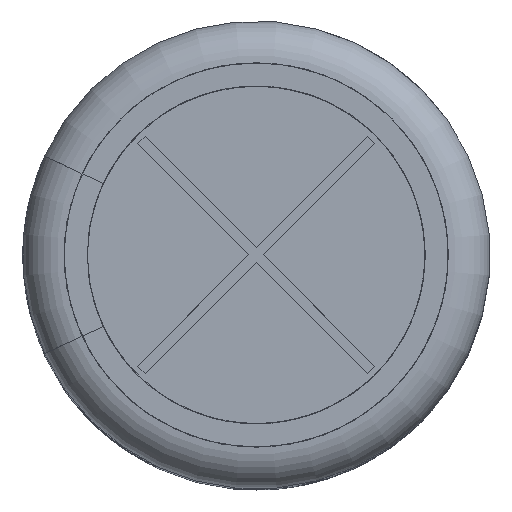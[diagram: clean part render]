
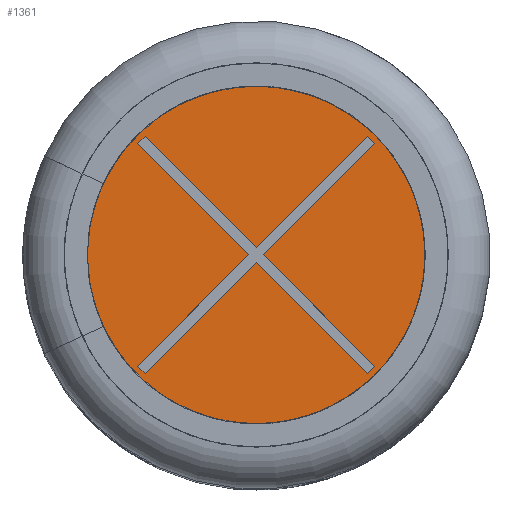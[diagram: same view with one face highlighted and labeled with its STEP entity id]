
A CAD part, top view. The second image highlights one B-rep face of the part: STEP entity #1361.
In plain terms, the highlighted planar face has unit normal (0, 0, 1).
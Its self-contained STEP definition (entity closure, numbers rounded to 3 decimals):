
#1361 = ADVANCED_FACE( '', ( #2920, #2921 ), #2922, .T. );
#2920 = FACE_OUTER_BOUND( '', #10251, .T. );
#2921 = FACE_BOUND( '', #10252, .T. );
#2922 = PLANE( '', #10253 );
#10251 = EDGE_LOOP( '', ( #14743 ) );
#10252 = EDGE_LOOP( '', ( #14744, #14745, #14746, #14747, #14748, #14749, #14750, #14751, #14752, #14753, #14754, #14755 ) );
#10253 = AXIS2_PLACEMENT_3D( '', #14756, #14757, #14758 );
#14743 = ORIENTED_EDGE( '', *, *, #15900, .F. );
#14744 = ORIENTED_EDGE( '', *, *, #15615, .T. );
#14745 = ORIENTED_EDGE( '', *, *, #15592, .T. );
#14746 = ORIENTED_EDGE( '', *, *, #17111, .T. );
#14747 = ORIENTED_EDGE( '', *, *, #16536, .T. );
#14748 = ORIENTED_EDGE( '', *, *, #16501, .T. );
#14749 = ORIENTED_EDGE( '', *, *, #15703, .T. );
#14750 = ORIENTED_EDGE( '', *, *, #16583, .T. );
#14751 = ORIENTED_EDGE( '', *, *, #16997, .T. );
#14752 = ORIENTED_EDGE( '', *, *, #16692, .T. );
#14753 = ORIENTED_EDGE( '', *, *, #16467, .T. );
#14754 = ORIENTED_EDGE( '', *, *, #17225, .T. );
#14755 = ORIENTED_EDGE( '', *, *, #16587, .T. );
#14756 = CARTESIAN_POINT( '', ( -5.343, 0., 24.78 ) );
#14757 = DIRECTION( '', ( 0., 0., 1. ) );
#14758 = DIRECTION( '', ( 1., 0., 0. ) );
#15592 = EDGE_CURVE( '', #17381, #17382, #17383, .T. );
#15615 = EDGE_CURVE( '', #17422, #17381, #17423, .T. );
#15703 = EDGE_CURVE( '', #17578, #17579, #17580, .T. );
#15900 = EDGE_CURVE( '', #17925, #17925, #17926, .T. );
#16467 = EDGE_CURVE( '', #18879, #18880, #18881, .T. );
#16501 = EDGE_CURVE( '', #18930, #17578, #18931, .T. );
#16536 = EDGE_CURVE( '', #18977, #18930, #18978, .T. );
#16583 = EDGE_CURVE( '', #17579, #19053, #19054, .T. );
#16587 = EDGE_CURVE( '', #19059, #17422, #19060, .T. );
#16692 = EDGE_CURVE( '', #19215, #18879, #19216, .T. );
#16997 = EDGE_CURVE( '', #19053, #19215, #19610, .T. );
#17111 = EDGE_CURVE( '', #17382, #18977, #19739, .T. );
#17225 = EDGE_CURVE( '', #18880, #19059, #19871, .T. );
#17381 = VERTEX_POINT( '', #20033 );
#17382 = VERTEX_POINT( '', #20034 );
#17383 = LINE( '', #20035, #20036 );
#17422 = VERTEX_POINT( '', #20088 );
#17423 = LINE( '', #20089, #20090 );
#17578 = VERTEX_POINT( '', #20325 );
#17579 = VERTEX_POINT( '', #20326 );
#17580 = LINE( '', #20327, #20328 );
#17925 = VERTEX_POINT( '', #21126 );
#17926 = CIRCLE( '', #21127, 5.343 );
#18879 = VERTEX_POINT( '', #23753 );
#18880 = VERTEX_POINT( '', #23754 );
#18881 = LINE( '', #23755, #23756 );
#18930 = VERTEX_POINT( '', #23866 );
#18931 = LINE( '', #23867, #23868 );
#18977 = VERTEX_POINT( '', #23936 );
#18978 = LINE( '', #23937, #23938 );
#19053 = VERTEX_POINT( '', #24049 );
#19054 = LINE( '', #24050, #24051 );
#19059 = VERTEX_POINT( '', #24058 );
#19060 = LINE( '', #24059, #24060 );
#19215 = VERTEX_POINT( '', #24456 );
#19216 = LINE( '', #24457, #24458 );
#19610 = LINE( '', #25557, #25558 );
#19739 = LINE( '', #25897, #25898 );
#19871 = LINE( '', #26204, #26205 );
#20033 = CARTESIAN_POINT( '', ( -3.088, 3.292, 24.78 ) );
#20034 = CARTESIAN_POINT( '', ( 0., 0.204, 24.78 ) );
#20035 = CARTESIAN_POINT( '', ( 0., 0.204, 24.78 ) );
#20036 = VECTOR( '', #26431, 1000. );
#20088 = CARTESIAN_POINT( '', ( -3.292, 3.088, 24.78 ) );
#20089 = CARTESIAN_POINT( '', ( -3.088, 3.292, 24.78 ) );
#20090 = VECTOR( '', #26456, 1000. );
#20325 = CARTESIAN_POINT( '', ( 0.204, 0., 24.78 ) );
#20326 = CARTESIAN_POINT( '', ( 3.292, -3.088, 24.78 ) );
#20327 = CARTESIAN_POINT( '', ( 0.204, 0., 24.78 ) );
#20328 = VECTOR( '', #26542, 1000. );
#21126 = CARTESIAN_POINT( '', ( -5.343, 0., 24.78 ) );
#21127 = AXIS2_PLACEMENT_3D( '', #26745, #26746, #26747 );
#23753 = CARTESIAN_POINT( '', ( -3.088, -3.292, 24.78 ) );
#23754 = CARTESIAN_POINT( '', ( -3.292, -3.088, 24.78 ) );
#23755 = CARTESIAN_POINT( '', ( -3.088, -3.292, 24.78 ) );
#23756 = VECTOR( '', #27376, 1000. );
#23866 = CARTESIAN_POINT( '', ( 3.292, 3.088, 24.78 ) );
#23867 = CARTESIAN_POINT( '', ( 0.204, 0., 24.78 ) );
#23868 = VECTOR( '', #27405, 1000. );
#23936 = CARTESIAN_POINT( '', ( 3.088, 3.292, 24.78 ) );
#23937 = CARTESIAN_POINT( '', ( 3.292, 3.088, 24.78 ) );
#23938 = VECTOR( '', #27434, 1000. );
#24049 = CARTESIAN_POINT( '', ( 3.088, -3.292, 24.78 ) );
#24050 = CARTESIAN_POINT( '', ( 3.292, -3.088, 24.78 ) );
#24051 = VECTOR( '', #27505, 1000. );
#24058 = CARTESIAN_POINT( '', ( -0.204, 0., 24.78 ) );
#24059 = CARTESIAN_POINT( '', ( -0.204, 0., 24.78 ) );
#24060 = VECTOR( '', #27508, 1000. );
#24456 = CARTESIAN_POINT( '', ( 0., -0.204, 24.78 ) );
#24457 = CARTESIAN_POINT( '', ( 0., -0.204, 24.78 ) );
#24458 = VECTOR( '', #27607, 1000. );
#25557 = CARTESIAN_POINT( '', ( 0., -0.204, 24.78 ) );
#25558 = VECTOR( '', #27844, 1000. );
#25897 = CARTESIAN_POINT( '', ( 0., 0.204, 24.78 ) );
#25898 = VECTOR( '', #27908, 1000. );
#26204 = CARTESIAN_POINT( '', ( -0.204, 0., 24.78 ) );
#26205 = VECTOR( '', #27985, 1000. );
#26431 = DIRECTION( '', ( 0.707, -0.707, 0. ) );
#26456 = DIRECTION( '', ( 0.707, 0.707, 0. ) );
#26542 = DIRECTION( '', ( 0.707, -0.707, 0. ) );
#26745 = CARTESIAN_POINT( '', ( 0., 0., 24.78 ) );
#26746 = DIRECTION( '', ( 0., 0., -1. ) );
#26747 = DIRECTION( '', ( -1., 0., 0. ) );
#27376 = DIRECTION( '', ( -0.707, 0.707, 0. ) );
#27405 = DIRECTION( '', ( -0.707, -0.707, 0. ) );
#27434 = DIRECTION( '', ( 0.707, -0.707, 0. ) );
#27505 = DIRECTION( '', ( -0.707, -0.707, 0. ) );
#27508 = DIRECTION( '', ( -0.707, 0.707, 0. ) );
#27607 = DIRECTION( '', ( -0.707, -0.707, 0. ) );
#27844 = DIRECTION( '', ( -0.707, 0.707, 0. ) );
#27908 = DIRECTION( '', ( 0.707, 0.707, 0. ) );
#27985 = DIRECTION( '', ( 0.707, 0.707, 0. ) );
